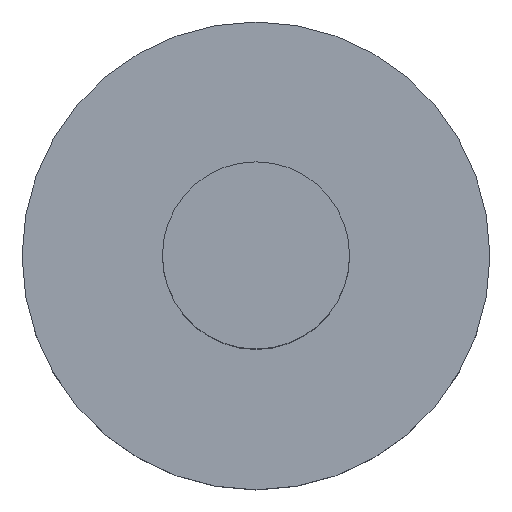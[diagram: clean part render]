
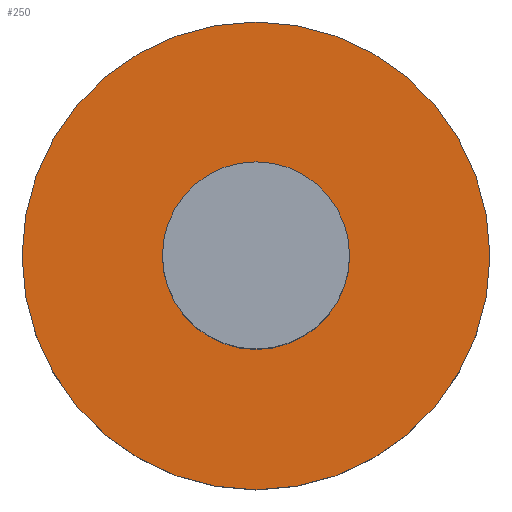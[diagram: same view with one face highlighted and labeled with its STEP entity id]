
A CAD part, top view. The second image highlights one B-rep face of the part: STEP entity #250.
In plain terms, the highlighted planar face has unit normal (0, 0, 1).
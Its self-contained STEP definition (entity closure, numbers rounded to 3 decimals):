
#6 = ORIENTED_EDGE ( 'NONE', *, *, #183, .T. ) ;
#21 = DIRECTION ( 'NONE',  ( 0., 0., 1. ) ) ;
#22 = AXIS2_PLACEMENT_3D ( 'NONE', #55, #73, #208 ) ;
#39 = ORIENTED_EDGE ( 'NONE', *, *, #231, .F. ) ;
#47 = ORIENTED_EDGE ( 'NONE', *, *, #94, .F. ) ;
#48 = FACE_OUTER_BOUND ( 'NONE', #255, .T. ) ;
#50 = ORIENTED_EDGE ( 'NONE', *, *, #123, .T. ) ;
#55 = CARTESIAN_POINT ( 'NONE',  ( 0., 0., -38.1 ) ) ;
#56 = DIRECTION ( 'NONE',  ( 0., 0., 1. ) ) ;
#60 = EDGE_LOOP ( 'NONE', ( #47, #39 ) ) ;
#63 = DIRECTION ( 'NONE',  ( 0., 0., -1. ) ) ;
#65 = CIRCLE ( 'NONE', #79, 31.75 ) ;
#67 = CARTESIAN_POINT ( 'NONE',  ( -12.7, 0., -38.1 ) ) ;
#73 = DIRECTION ( 'NONE',  ( 0., 0., 1. ) ) ;
#79 = AXIS2_PLACEMENT_3D ( 'NONE', #170, #253, #133 ) ;
#94 = EDGE_CURVE ( 'NONE', #110, #144, #179, .T. ) ;
#95 = CARTESIAN_POINT ( 'NONE',  ( 12.7, 0., -38.1 ) ) ;
#102 = FACE_BOUND ( 'NONE', #60, .T. ) ;
#110 = VERTEX_POINT ( 'NONE', #95 ) ;
#116 = AXIS2_PLACEMENT_3D ( 'NONE', #197, #21, #196 ) ;
#123 = EDGE_CURVE ( 'NONE', #251, #206, #65, .T. ) ;
#130 = AXIS2_PLACEMENT_3D ( 'NONE', #173, #56, #135 ) ;
#132 = CARTESIAN_POINT ( 'NONE',  ( 31.75, 0., -38.1 ) ) ;
#133 = DIRECTION ( 'NONE',  ( 1., 0., 0. ) ) ;
#135 = DIRECTION ( 'NONE',  ( 1., 0., 0. ) ) ;
#140 = PLANE ( 'NONE',  #222 ) ;
#144 = VERTEX_POINT ( 'NONE', #67 ) ;
#158 = CARTESIAN_POINT ( 'NONE',  ( -31.75, 0., -38.1 ) ) ;
#163 = CIRCLE ( 'NONE', #116, 31.75 ) ;
#170 = CARTESIAN_POINT ( 'NONE',  ( 0., 0., -38.1 ) ) ;
#173 = CARTESIAN_POINT ( 'NONE',  ( 0., 0., -38.1 ) ) ;
#179 = CIRCLE ( 'NONE', #22, 12.7 ) ;
#180 = CARTESIAN_POINT ( 'NONE',  ( 0., 12.7, -38.1 ) ) ;
#183 = EDGE_CURVE ( 'NONE', #206, #251, #163, .T. ) ;
#196 = DIRECTION ( 'NONE',  ( 1., 0., 0. ) ) ;
#197 = CARTESIAN_POINT ( 'NONE',  ( 0., 0., -38.1 ) ) ;
#204 = CIRCLE ( 'NONE', #130, 12.7 ) ;
#206 = VERTEX_POINT ( 'NONE', #132 ) ;
#208 = DIRECTION ( 'NONE',  ( 1., 0., 0. ) ) ;
#218 = DIRECTION ( 'NONE',  ( -1., 0., 0. ) ) ;
#222 = AXIS2_PLACEMENT_3D ( 'NONE', #180, #63, #218 ) ;
#231 = EDGE_CURVE ( 'NONE', #144, #110, #204, .T. ) ;
#250 = ADVANCED_FACE ( 'NONE', ( #102, #48 ), #140, .F. ) ;
#251 = VERTEX_POINT ( 'NONE', #158 ) ;
#253 = DIRECTION ( 'NONE',  ( 0., 0., 1. ) ) ;
#255 = EDGE_LOOP ( 'NONE', ( #6, #50 ) ) ;
